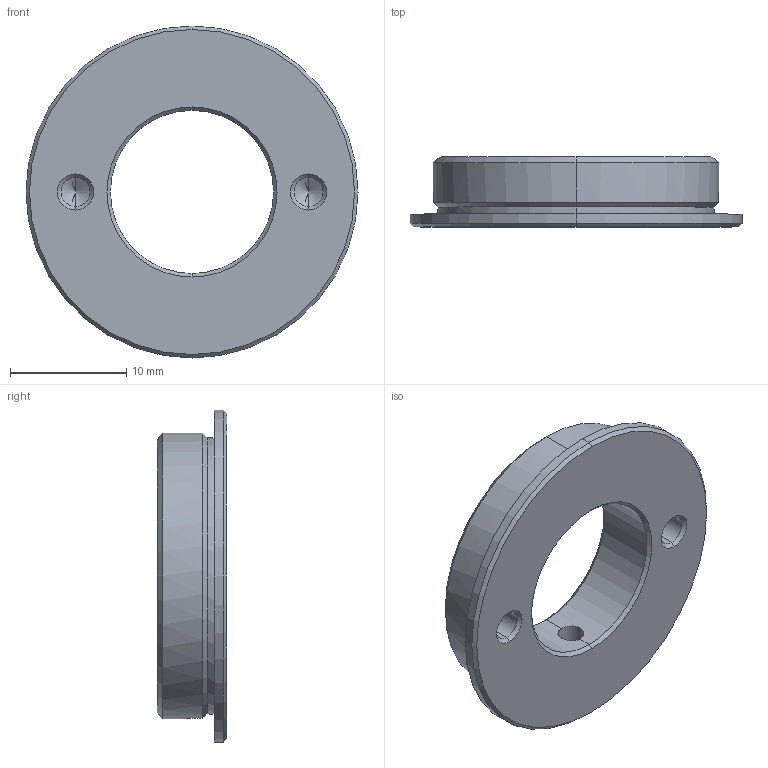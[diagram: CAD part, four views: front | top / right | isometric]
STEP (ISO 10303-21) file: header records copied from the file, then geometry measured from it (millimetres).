
FILE_DESCRIPTION (( 'STEP AP214' ), '1' );
FILE_NAME ('14MMCSRING.STEP', '2016-06-08T07:27:19', ( 'zveris' ), ( '' ), 'SwSTEP 2.0', 'SolidWorks 2015', '' );
FILE_SCHEMA (( 'AUTOMOTIVE_DESIGN' ));
Length unit declared in the file: millimetre
Products named in the file (1): 14MMCSRING
Bounding box: 28.5 x 6 x 28.5 mm (x, y, z)
Volume: 1980.5 mm3; surface area: 1779.1 mm2
Topology: 1 solids, 1 shells, 35 faces, 84 edges, 48 vertices
Faces by surface type: cone 18, cylinder 14, plane 3
Entity records: 1078 total; most frequent: CARTESIAN_POINT 242, DIRECTION 176, ORIENTED_EDGE 160, EDGE_CURVE 80, AXIS2_PLACEMENT_3D 72, VERTEX_POINT 48, EDGE_LOOP 40, CIRCLE 36
